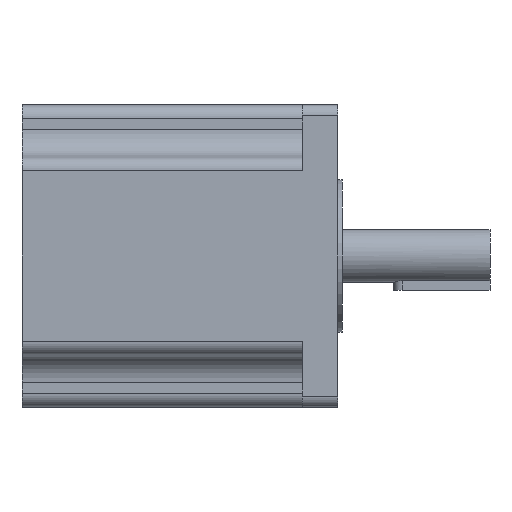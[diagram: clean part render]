
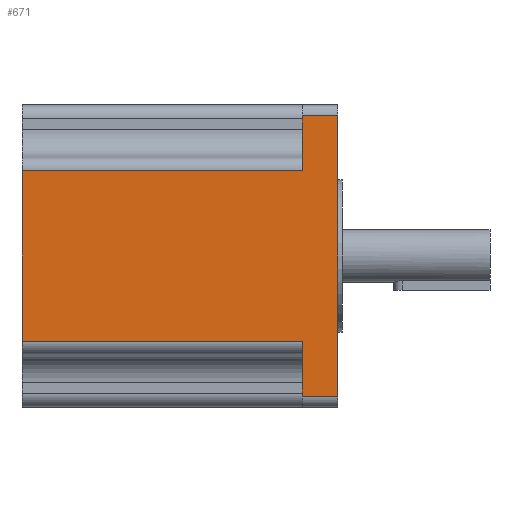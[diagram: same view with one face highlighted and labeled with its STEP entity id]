
A CAD part, left-side view. The second image highlights one B-rep face of the part: STEP entity #671.
In plain terms, the highlighted planar face has unit normal (-1, 0, 0).
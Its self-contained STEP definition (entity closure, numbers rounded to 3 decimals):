
#1 = EDGE_CURVE ( 'NONE', #1391, #682, #905, .T. ) ;
#16 = CARTESIAN_POINT ( 'NONE',  ( -61.934, 13., -3.166 ) ) ;
#115 = ORIENTED_EDGE ( 'NONE', *, *, #633, .F. ) ;
#119 = VECTOR ( 'NONE', #1226, 1000. ) ;
#136 = VERTEX_POINT ( 'NONE', #639 ) ;
#181 = CARTESIAN_POINT ( 'NONE',  ( -61.934, 13., -23.166 ) ) ;
#191 = ORIENTED_EDGE ( 'NONE', *, *, #909, .T. ) ;
#218 = VECTOR ( 'NONE', #1018, 1000. ) ;
#249 = EDGE_CURVE ( 'NONE', #851, #682, #1540, .T. ) ;
#273 = CARTESIAN_POINT ( 'NONE',  ( -61.934, 115., -27.166 ) ) ;
#297 = VECTOR ( 'NONE', #1179, 1000. ) ;
#310 = LINE ( 'NONE', #273, #974 ) ;
#366 = CARTESIAN_POINT ( 'NONE',  ( -61.934, 13., -27.166 ) ) ;
#445 = LINE ( 'NONE', #723, #1459 ) ;
#462 = AXIS2_PLACEMENT_3D ( 'NONE', #1732, #1048, #1055 ) ;
#468 = VERTEX_POINT ( 'NONE', #1425 ) ;
#491 = LINE ( 'NONE', #1756, #119 ) ;
#492 = VERTEX_POINT ( 'NONE', #16 ) ;
#508 = CARTESIAN_POINT ( 'NONE',  ( -61.934, 0., 78.834 ) ) ;
#560 = ORIENTED_EDGE ( 'NONE', *, *, #249, .T. ) ;
#561 = VECTOR ( 'NONE', #1396, 1000. ) ;
#600 = DIRECTION ( 'NONE',  ( 0., -1., 0. ) ) ;
#626 = LINE ( 'NONE', #366, #218 ) ;
#633 = EDGE_CURVE ( 'NONE', #136, #468, #310, .T. ) ;
#639 = CARTESIAN_POINT ( 'NONE',  ( -61.934, 115., -3.166 ) ) ;
#642 = EDGE_CURVE ( 'NONE', #1608, #492, #626, .T. ) ;
#671 = ADVANCED_FACE ( 'NONE', ( #1127 ), #1411, .F. ) ;
#682 = VERTEX_POINT ( 'NONE', #1086 ) ;
#692 = CARTESIAN_POINT ( 'NONE',  ( -61.934, 0., -23.166 ) ) ;
#721 = ORIENTED_EDGE ( 'NONE', *, *, #1012, .T. ) ;
#723 = CARTESIAN_POINT ( 'NONE',  ( -61.934, 115., -3.166 ) ) ;
#732 = LINE ( 'NONE', #951, #1403 ) ;
#740 = CARTESIAN_POINT ( 'NONE',  ( -61.934, 115., 78.834 ) ) ;
#776 = VERTEX_POINT ( 'NONE', #692 ) ;
#836 = VECTOR ( 'NONE', #1399, 1000. ) ;
#851 = VERTEX_POINT ( 'NONE', #508 ) ;
#891 = CARTESIAN_POINT ( 'NONE',  ( -61.934, 13., 82.834 ) ) ;
#905 = LINE ( 'NONE', #891, #561 ) ;
#909 = EDGE_CURVE ( 'NONE', #1608, #776, #991, .T. ) ;
#951 = CARTESIAN_POINT ( 'NONE',  ( -61.934, 115., 58.834 ) ) ;
#974 = VECTOR ( 'NONE', #992, 1000. ) ;
#991 = LINE ( 'NONE', #1154, #297 ) ;
#992 = DIRECTION ( 'NONE',  ( 0., 0., 1. ) ) ;
#1012 = EDGE_CURVE ( 'NONE', #136, #492, #445, .T. ) ;
#1018 = DIRECTION ( 'NONE',  ( 0., 0., 1. ) ) ;
#1036 = ORIENTED_EDGE ( 'NONE', *, *, #1469, .T. ) ;
#1048 = DIRECTION ( 'NONE',  ( 1., 0., 0. ) ) ;
#1055 = DIRECTION ( 'NONE',  ( 0., 0., -1. ) ) ;
#1086 = CARTESIAN_POINT ( 'NONE',  ( -61.934, 13., 78.834 ) ) ;
#1092 = ORIENTED_EDGE ( 'NONE', *, *, #1, .F. ) ;
#1113 = ORIENTED_EDGE ( 'NONE', *, *, #1590, .T. ) ;
#1127 = FACE_OUTER_BOUND ( 'NONE', #1335, .T. ) ;
#1154 = CARTESIAN_POINT ( 'NONE',  ( -61.934, 115., -23.166 ) ) ;
#1179 = DIRECTION ( 'NONE',  ( 0., -1., 0. ) ) ;
#1226 = DIRECTION ( 'NONE',  ( 0., 0., 1. ) ) ;
#1335 = EDGE_LOOP ( 'NONE', ( #1113, #560, #1092, #1036, #115, #721, #1671, #191 ) ) ;
#1359 = DIRECTION ( 'NONE',  ( 0., 1., 0. ) ) ;
#1391 = VERTEX_POINT ( 'NONE', #1760 ) ;
#1396 = DIRECTION ( 'NONE',  ( 0., 0., 1. ) ) ;
#1399 = DIRECTION ( 'NONE',  ( 0., 1., 0. ) ) ;
#1403 = VECTOR ( 'NONE', #1359, 1000. ) ;
#1411 = PLANE ( 'NONE',  #462 ) ;
#1425 = CARTESIAN_POINT ( 'NONE',  ( -61.934, 115., 58.834 ) ) ;
#1459 = VECTOR ( 'NONE', #600, 1000. ) ;
#1469 = EDGE_CURVE ( 'NONE', #1391, #468, #732, .T. ) ;
#1540 = LINE ( 'NONE', #740, #836 ) ;
#1590 = EDGE_CURVE ( 'NONE', #776, #851, #491, .T. ) ;
#1608 = VERTEX_POINT ( 'NONE', #181 ) ;
#1671 = ORIENTED_EDGE ( 'NONE', *, *, #642, .F. ) ;
#1732 = CARTESIAN_POINT ( 'NONE',  ( -61.934, 115., -27.166 ) ) ;
#1756 = CARTESIAN_POINT ( 'NONE',  ( -61.934, 0., -27.166 ) ) ;
#1760 = CARTESIAN_POINT ( 'NONE',  ( -61.934, 13., 58.834 ) ) ;
